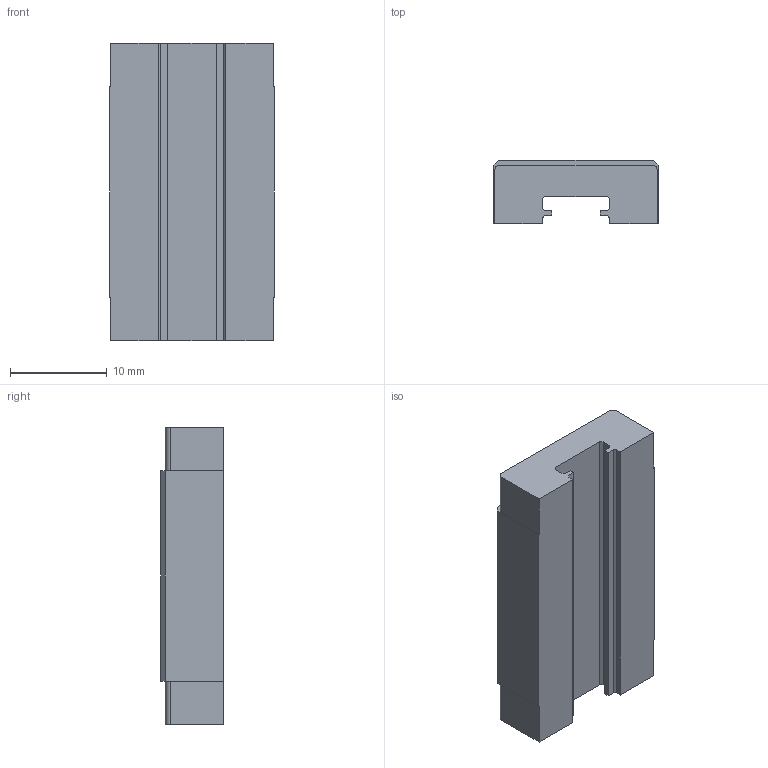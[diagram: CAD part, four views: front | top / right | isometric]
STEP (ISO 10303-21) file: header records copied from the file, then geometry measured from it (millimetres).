
FILE_DESCRIPTION (( 'STEP AP214' ), '1' );
FILE_NAME ('B559 Ðåëüñîâàÿ êàðåòêà MGN 7H.STEP', '2026-01-28T21:45:38', ( '' ), ( '' ), 'SwSTEP 2.0', 'SolidWorks 2026', '' );
FILE_SCHEMA (( 'AUTOMOTIVE_DESIGN' ));
Length unit declared in the file: millimetre
Products named in the file (1): B559 Рельсовая каретка MGN 7H
Bounding box: 17 x 6.5 x 30.8 mm (x, y, z)
Volume: 2724.3 mm3; surface area: 1915.3 mm2
Topology: 1 solids, 1 shells, 58 faces, 148 edges, 96 vertices
Faces by surface type: plane 38, cylinder 12, cone 8
Entity records: 1763 total; most frequent: CARTESIAN_POINT 303, DIRECTION 298, ORIENTED_EDGE 296, EDGE_CURVE 148, VECTOR 116, LINE 116, VERTEX_POINT 96, AXIS2_PLACEMENT_3D 91
